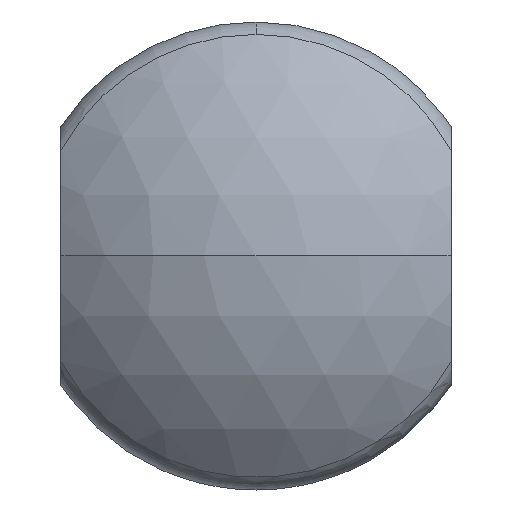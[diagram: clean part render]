
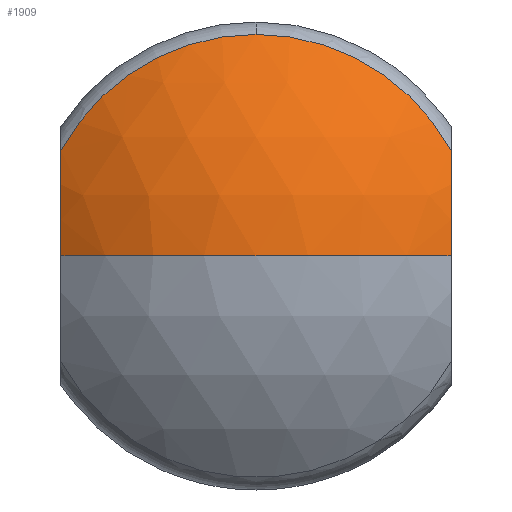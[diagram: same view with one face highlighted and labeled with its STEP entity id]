
A CAD part, front view. The second image highlights one B-rep face of the part: STEP entity #1909.
In plain terms, the highlighted spherical face has radius 25 mm.
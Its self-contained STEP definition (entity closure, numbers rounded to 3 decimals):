
#40 = VERTEX_POINT ( 'NONE', #696 ) ;
#113 = CARTESIAN_POINT ( 'NONE',  ( -15., -105., 0. ) ) ;
#140 = DIRECTION ( 'NONE',  ( 1., 0., 0. ) ) ;
#181 = AXIS2_PLACEMENT_3D ( 'NONE', #755, #2127, #3432 ) ;
#183 = DIRECTION ( 'NONE',  ( 1., 0., 0. ) ) ;
#197 = AXIS2_PLACEMENT_3D ( 'NONE', #1783, #3469, #1746 ) ;
#230 = VERTEX_POINT ( 'NONE', #3071 ) ;
#347 = CARTESIAN_POINT ( 'NONE',  ( 0., -103.288, 17.045 ) ) ;
#517 = ORIENTED_EDGE ( 'NONE', *, *, #3474, .F. ) ;
#520 = EDGE_LOOP ( 'NONE', ( #2401, #2698, #517, #1554, #4101, #2325 ) ) ;
#530 = CIRCLE ( 'NONE', #2915, 17.045 ) ;
#612 = VERTEX_POINT ( 'NONE', #347 ) ;
#696 = CARTESIAN_POINT ( 'NONE',  ( 15., -105., 0. ) ) ;
#755 = CARTESIAN_POINT ( 'NONE',  ( 0., -103.288, 0. ) ) ;
#775 = VERTEX_POINT ( 'NONE', #1731 ) ;
#819 = VERTEX_POINT ( 'NONE', #4119 ) ;
#820 = DIRECTION ( 'NONE',  ( 0., 1., 0. ) ) ;
#1098 = CARTESIAN_POINT ( 'NONE',  ( 0., -85., 0. ) ) ;
#1135 = DIRECTION ( 'NONE',  ( 0., 0., 1. ) ) ;
#1141 = CIRCLE ( 'NONE', #2047, 25. ) ;
#1165 = CARTESIAN_POINT ( 'NONE',  ( 0., -85., 0. ) ) ;
#1241 = DIRECTION ( 'NONE',  ( 0., 0., 1. ) ) ;
#1327 = VERTEX_POINT ( 'NONE', #113 ) ;
#1361 = CIRCLE ( 'NONE', #2255, 25. ) ;
#1418 = SPHERICAL_SURFACE ( 'NONE', #2642, 25. ) ;
#1450 = DIRECTION ( 'NONE',  ( 0., 0., 1. ) ) ;
#1465 = FACE_OUTER_BOUND ( 'NONE', #520, .T. ) ;
#1554 = ORIENTED_EDGE ( 'NONE', *, *, #3396, .F. ) ;
#1731 = CARTESIAN_POINT ( 'NONE',  ( 15., -103.288, 8.096 ) ) ;
#1738 = EDGE_CURVE ( 'NONE', #1327, #230, #1361, .T. ) ;
#1746 = DIRECTION ( 'NONE',  ( 0., 0., -1. ) ) ;
#1780 = EDGE_CURVE ( 'Defeature ausgef�hrt2_19+Defeature ausgef�hrt2_15+Defeature ausgef�hrt2_14+Defeature ausgef�hrt2_18', #1327, #819, #4293, .T. ) ;
#1783 = CARTESIAN_POINT ( 'NONE',  ( -15., -85., 0. ) ) ;
#1884 = DIRECTION ( 'NONE',  ( 1., 0., 0. ) ) ;
#1909 = ADVANCED_FACE ( 'Defeature ausgef�hrt2_15', ( #1465 ), #1418, .T. ) ;
#2047 = AXIS2_PLACEMENT_3D ( 'NONE', #3526, #3511, #820 ) ;
#2127 = DIRECTION ( 'NONE',  ( 0., -1., 0. ) ) ;
#2255 = AXIS2_PLACEMENT_3D ( 'NONE', #1098, #3792, #140 ) ;
#2325 = ORIENTED_EDGE ( 'NONE', *, *, #4139, .T. ) ;
#2401 = ORIENTED_EDGE ( 'NONE', *, *, #1780, .F. ) ;
#2635 = AXIS2_PLACEMENT_3D ( 'NONE', #2841, #183, #1450 ) ;
#2642 = AXIS2_PLACEMENT_3D ( 'NONE', #1165, #1135, #1884 ) ;
#2698 = ORIENTED_EDGE ( 'NONE', *, *, #1738, .T. ) ;
#2841 = CARTESIAN_POINT ( 'NONE',  ( 15., -85., 0. ) ) ;
#2910 = DIRECTION ( 'NONE',  ( 0., -1., 0. ) ) ;
#2915 = AXIS2_PLACEMENT_3D ( 'NONE', #3262, #2910, #1241 ) ;
#3036 = CIRCLE ( 'NONE', #2635, 20. ) ;
#3071 = CARTESIAN_POINT ( 'NONE',  ( 0., -110., 0. ) ) ;
#3252 = CIRCLE ( 'NONE', #181, 17.045 ) ;
#3262 = CARTESIAN_POINT ( 'NONE',  ( 0., -103.288, 0. ) ) ;
#3396 = EDGE_CURVE ( 'Defeature ausgef�hrt2_20+Defeature ausgef�hrt2_15+Defeature ausgef�hrt2_18+Defeature ausgef�hrt2_14', #775, #40, #3036, .T. ) ;
#3432 = DIRECTION ( 'NONE',  ( 0., 0., 1. ) ) ;
#3469 = DIRECTION ( 'NONE',  ( -1., 0., 0. ) ) ;
#3474 = EDGE_CURVE ( 'NONE', #40, #230, #1141, .T. ) ;
#3511 = DIRECTION ( 'NONE',  ( 0., 0., -1. ) ) ;
#3526 = CARTESIAN_POINT ( 'NONE',  ( 0., -85., 0. ) ) ;
#3792 = DIRECTION ( 'NONE',  ( 0., 0., 1. ) ) ;
#3861 = EDGE_CURVE ( 'Defeature ausgef�hrt2_15+Defeature ausgef�hrt2_18+Defeature ausgef�hrt2_20+Defeature ausgef�hrt2_19', #775, #612, #3252, .T. ) ;
#4101 = ORIENTED_EDGE ( 'NONE', *, *, #3861, .T. ) ;
#4119 = CARTESIAN_POINT ( 'NONE',  ( -15., -103.288, 8.096 ) ) ;
#4139 = EDGE_CURVE ( 'Defeature ausgef�hrt2_15+Defeature ausgef�hrt2_18+Defeature ausgef�hrt2_20+Defeature ausgef�hrt2_19', #612, #819, #530, .T. ) ;
#4293 = CIRCLE ( 'NONE', #197, 20. ) ;
